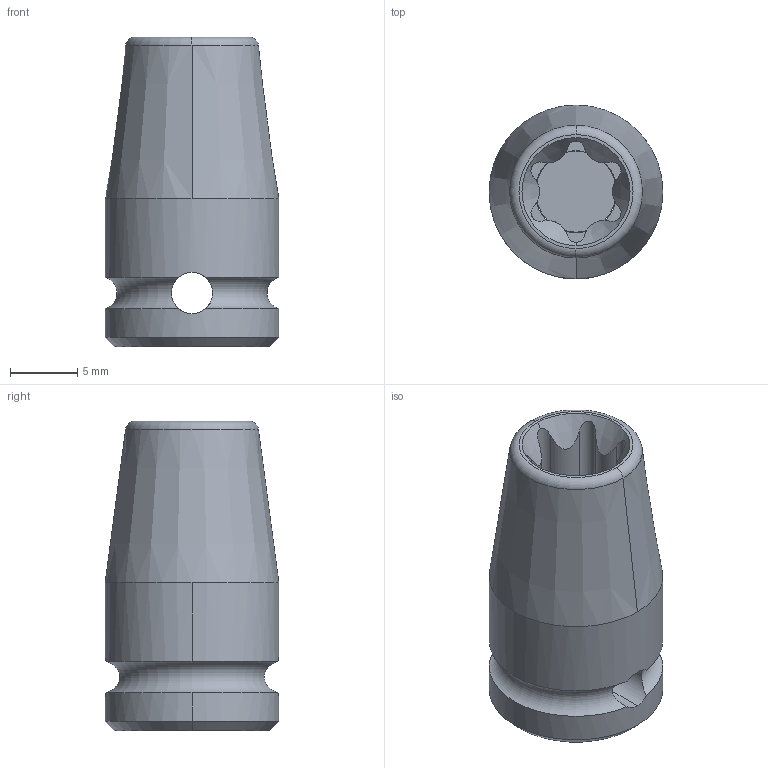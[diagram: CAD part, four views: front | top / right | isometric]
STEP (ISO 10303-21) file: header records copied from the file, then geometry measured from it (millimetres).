
FILE_DESCRIPTION((''),'2;1');
FILE_NAME('4027118008_ASM','2023-08-21T14:31:18',('A00565553'),(''),'CREO PARAMETRIC BY PTC INC, 2022414','CREO PARAMETRIC BY PTC INC, 2022414','');
FILE_SCHEMA(('CONFIG_CONTROL_DESIGN','GEOMETRIC_VALIDATION_PROPERTIES_MIM'));
Length unit declared in the file: millimetre
Products named in the file (3): 4027035736; 4027005012; 4027118008_ASM
Assembly tree (2 placements, depth 2):
  4027118008_ASM
    4027035736
    4027005012
Bounding box: 12.9 x 12.9 x 23 mm (x, y, z)
Volume: 1864.2 mm3; surface area: 1691.7 mm2
Topology: 2 solids, 2 shells, 74 faces, 206 edges, 133 vertices
Faces by surface type: plane 29, cylinder 29, cone 12, torus 4
Entity records: 2907 total; most frequent: CARTESIAN_POINT 792, ORIENTED_EDGE 412, DIRECTION 406, EDGE_CURVE 206, AXIS2_PLACEMENT_3D 168, VERTEX_POINT 133, CIRCLE 89, EDGE_LOOP 77
